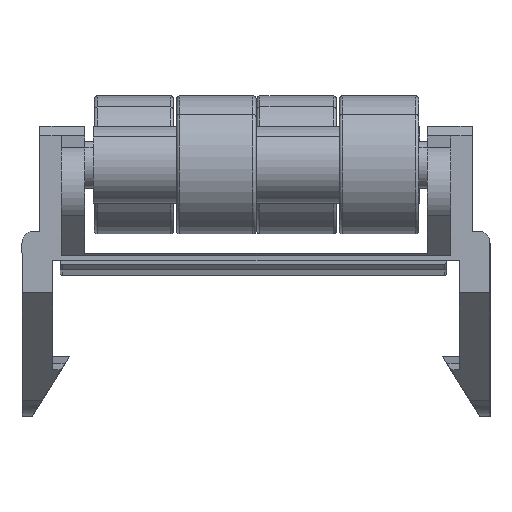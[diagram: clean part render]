
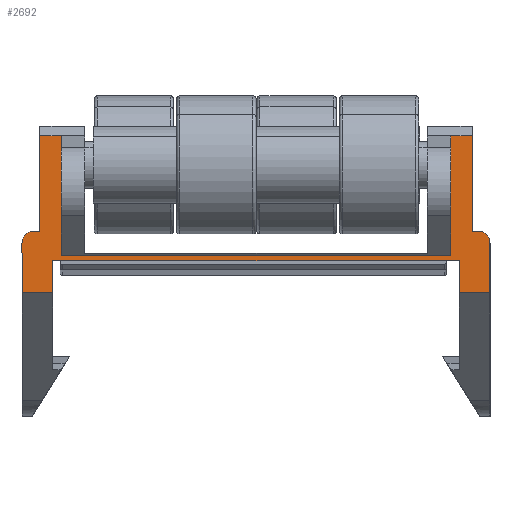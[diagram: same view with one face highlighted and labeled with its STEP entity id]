
A CAD part, left-side view. The second image highlights one B-rep face of the part: STEP entity #2692.
In plain terms, the highlighted planar face has unit normal (-1, 0, 0).
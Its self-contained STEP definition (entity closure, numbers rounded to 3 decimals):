
#192 = ORIENTED_EDGE ( 'NONE', *, *, #4718, .T. ) ;
#202 = DIRECTION ( 'NONE',  ( -1., 0., 0. ) ) ;
#305 = VERTEX_POINT ( 'NONE', #3651 ) ;
#408 = AXIS2_PLACEMENT_3D ( 'NONE', #1441, #2733, #6354 ) ;
#530 = VECTOR ( 'NONE', #3424, 1000. ) ;
#583 = CARTESIAN_POINT ( 'NONE',  ( -32.65, -19.15, -0.2 ) ) ;
#630 = CARTESIAN_POINT ( 'NONE',  ( -32.65, -21.25, 2.2 ) ) ;
#632 = EDGE_CURVE ( 'NONE', #2693, #2629, #5315, .T. ) ;
#699 = LINE ( 'NONE', #1235, #2936 ) ;
#706 = EDGE_CURVE ( 'NONE', #6658, #6003, #2774, .T. ) ;
#731 = EDGE_CURVE ( 'NONE', #1714, #4843, #3346, .T. ) ;
#871 = CARTESIAN_POINT ( 'NONE',  ( -32.65, 23., -3.874 ) ) ;
#894 = LINE ( 'NONE', #4672, #5732 ) ;
#988 = DIRECTION ( 'NONE',  ( 0., 0., 1. ) ) ;
#1047 = EDGE_CURVE ( 'NONE', #7884, #7436, #6268, .T. ) ;
#1097 = VECTOR ( 'NONE', #4478, 1000. ) ;
#1235 = CARTESIAN_POINT ( 'NONE',  ( -32.65, -23., 11.559 ) ) ;
#1298 = ORIENTED_EDGE ( 'NONE', *, *, #2771, .F. ) ;
#1331 = CIRCLE ( 'NONE', #408, 1.2 ) ;
#1341 = ORIENTED_EDGE ( 'NONE', *, *, #3034, .F. ) ;
#1399 = DIRECTION ( 'NONE',  ( 0., 0., 1. ) ) ;
#1433 = PLANE ( 'NONE',  #2793 ) ;
#1441 = CARTESIAN_POINT ( 'NONE',  ( -32.65, 21.8, 1. ) ) ;
#1524 = CARTESIAN_POINT ( 'NONE',  ( -32.65, -21.25, 2.2 ) ) ;
#1581 = CARTESIAN_POINT ( 'NONE',  ( -32.65, 20., -0.7 ) ) ;
#1604 = VECTOR ( 'NONE', #7067, 1000. ) ;
#1606 = LINE ( 'NONE', #7425, #7667 ) ;
#1714 = VERTEX_POINT ( 'NONE', #6038 ) ;
#1798 = CARTESIAN_POINT ( 'NONE',  ( -32.65, -23., 2.2 ) ) ;
#1935 = DIRECTION ( 'NONE',  ( 0., 0., -1. ) ) ;
#1974 = LINE ( 'NONE', #630, #7177 ) ;
#2112 = CARTESIAN_POINT ( 'NONE',  ( -32.65, -19.15, 11.559 ) ) ;
#2137 = VECTOR ( 'NONE', #3371, 1000. ) ;
#2149 = ORIENTED_EDGE ( 'NONE', *, *, #632, .T. ) ;
#2160 = CARTESIAN_POINT ( 'NONE',  ( -32.65, -23., -3.874 ) ) ;
#2188 = CARTESIAN_POINT ( 'NONE',  ( -32.65, -23., -0.2 ) ) ;
#2233 = VERTEX_POINT ( 'NONE', #2362 ) ;
#2362 = CARTESIAN_POINT ( 'NONE',  ( -32.65, 21.8, 2.2 ) ) ;
#2505 = LINE ( 'NONE', #4489, #1604 ) ;
#2582 = LINE ( 'NONE', #583, #5575 ) ;
#2620 = EDGE_CURVE ( 'NONE', #4593, #4843, #4037, .T. ) ;
#2629 = VERTEX_POINT ( 'NONE', #1581 ) ;
#2633 = AXIS2_PLACEMENT_3D ( 'NONE', #6296, #3826, #3122 ) ;
#2684 = VERTEX_POINT ( 'NONE', #7086 ) ;
#2692 = ADVANCED_FACE ( 'NONE', ( #2725 ), #1433, .T. ) ;
#2693 = VERTEX_POINT ( 'NONE', #5221 ) ;
#2709 = EDGE_CURVE ( 'NONE', #5090, #6003, #894, .T. ) ;
#2725 = FACE_OUTER_BOUND ( 'NONE', #5368, .T. ) ;
#2730 = ORIENTED_EDGE ( 'NONE', *, *, #3772, .T. ) ;
#2733 = DIRECTION ( 'NONE',  ( 1., 0., 0. ) ) ;
#2771 = EDGE_CURVE ( 'NONE', #2693, #3366, #5548, .T. ) ;
#2774 = LINE ( 'NONE', #4137, #530 ) ;
#2784 = CARTESIAN_POINT ( 'NONE',  ( -32.65, 23., 11.559 ) ) ;
#2793 = AXIS2_PLACEMENT_3D ( 'NONE', #5850, #202, #7122 ) ;
#2845 = DIRECTION ( 'NONE',  ( 0., 1., 0. ) ) ;
#2856 = DIRECTION ( 'NONE',  ( 0., 0., -1. ) ) ;
#2936 = VECTOR ( 'NONE', #7496, 1000. ) ;
#2951 = ORIENTED_EDGE ( 'NONE', *, *, #4900, .F. ) ;
#2975 = DIRECTION ( 'NONE',  ( 0., 1., 0. ) ) ;
#3034 = EDGE_CURVE ( 'NONE', #3704, #1714, #3510, .T. ) ;
#3092 = VECTOR ( 'NONE', #6960, 1000. ) ;
#3122 = DIRECTION ( 'NONE',  ( 0., 0., -1. ) ) ;
#3237 = ORIENTED_EDGE ( 'NONE', *, *, #7414, .T. ) ;
#3326 = VECTOR ( 'NONE', #2845, 1000. ) ;
#3346 = LINE ( 'NONE', #6637, #3795 ) ;
#3366 = VERTEX_POINT ( 'NONE', #5075 ) ;
#3371 = DIRECTION ( 'NONE',  ( 0., 1., 0. ) ) ;
#3416 = VECTOR ( 'NONE', #1399, 1000. ) ;
#3424 = DIRECTION ( 'NONE',  ( 0., 0., -1. ) ) ;
#3510 = LINE ( 'NONE', #2784, #5152 ) ;
#3558 = DIRECTION ( 'NONE',  ( 0., 0., -1. ) ) ;
#3651 = CARTESIAN_POINT ( 'NONE',  ( -32.65, -21.25, 11.559 ) ) ;
#3704 = VERTEX_POINT ( 'NONE', #4265 ) ;
#3772 = EDGE_CURVE ( 'NONE', #5090, #5242, #4429, .T. ) ;
#3795 = VECTOR ( 'NONE', #2856, 1000. ) ;
#3826 = DIRECTION ( 'NONE',  ( -1., 0., 0. ) ) ;
#3832 = VECTOR ( 'NONE', #2975, 1000. ) ;
#4028 = ORIENTED_EDGE ( 'NONE', *, *, #2709, .F. ) ;
#4037 = LINE ( 'NONE', #2188, #2137 ) ;
#4065 = ORIENTED_EDGE ( 'NONE', *, *, #1047, .F. ) ;
#4096 = CARTESIAN_POINT ( 'NONE',  ( -32.65, -20., -0.7 ) ) ;
#4137 = CARTESIAN_POINT ( 'NONE',  ( -32.65, -20., -12.072 ) ) ;
#4265 = CARTESIAN_POINT ( 'NONE',  ( -32.65, 21.25, 11.559 ) ) ;
#4424 = ORIENTED_EDGE ( 'NONE', *, *, #706, .T. ) ;
#4429 = LINE ( 'NONE', #4469, #3416 ) ;
#4469 = CARTESIAN_POINT ( 'NONE',  ( -32.65, -23., -3.874 ) ) ;
#4478 = DIRECTION ( 'NONE',  ( 0., 0., 1. ) ) ;
#4489 = CARTESIAN_POINT ( 'NONE',  ( -32.65, 23., 2.2 ) ) ;
#4496 = ORIENTED_EDGE ( 'NONE', *, *, #6264, .F. ) ;
#4593 = VERTEX_POINT ( 'NONE', #6045 ) ;
#4625 = ORIENTED_EDGE ( 'NONE', *, *, #731, .F. ) ;
#4672 = CARTESIAN_POINT ( 'NONE',  ( -32.65, -23., -3.874 ) ) ;
#4718 = EDGE_CURVE ( 'NONE', #2684, #2233, #2505, .T. ) ;
#4843 = VERTEX_POINT ( 'NONE', #4936 ) ;
#4898 = ORIENTED_EDGE ( 'NONE', *, *, #7669, .F. ) ;
#4900 = EDGE_CURVE ( 'NONE', #5040, #2233, #1331, .T. ) ;
#4936 = CARTESIAN_POINT ( 'NONE',  ( -32.65, 19.15, -0.2 ) ) ;
#5019 = CARTESIAN_POINT ( 'NONE',  ( -32.65, -21.8, 2.2 ) ) ;
#5040 = VERTEX_POINT ( 'NONE', #7860 ) ;
#5075 = CARTESIAN_POINT ( 'NONE',  ( -32.65, 23., -3.874 ) ) ;
#5090 = VERTEX_POINT ( 'NONE', #2160 ) ;
#5152 = VECTOR ( 'NONE', #7956, 1000. ) ;
#5188 = EDGE_CURVE ( 'NONE', #5242, #7436, #5554, .T. ) ;
#5221 = CARTESIAN_POINT ( 'NONE',  ( -32.65, 20., -3.874 ) ) ;
#5242 = VERTEX_POINT ( 'NONE', #5914 ) ;
#5255 = DIRECTION ( 'NONE',  ( 0., 1., 0. ) ) ;
#5315 = LINE ( 'NONE', #6587, #6325 ) ;
#5368 = EDGE_LOOP ( 'NONE', ( #2149, #4496, #4424, #4028, #2730, #7964, #4065, #4898, #3237, #8092, #7639, #4625, #1341, #7926, #192, #2951, #6632, #1298 ) ) ;
#5468 = CARTESIAN_POINT ( 'NONE',  ( -32.65, -23., -3.874 ) ) ;
#5548 = LINE ( 'NONE', #5468, #3326 ) ;
#5554 = CIRCLE ( 'NONE', #2633, 1.2 ) ;
#5575 = VECTOR ( 'NONE', #6357, 1000. ) ;
#5732 = VECTOR ( 'NONE', #5255, 1000. ) ;
#5779 = LINE ( 'NONE', #871, #1097 ) ;
#5850 = CARTESIAN_POINT ( 'NONE',  ( -32.65, -23., -3.874 ) ) ;
#5893 = EDGE_CURVE ( 'NONE', #3704, #2684, #1606, .T. ) ;
#5914 = CARTESIAN_POINT ( 'NONE',  ( -32.65, -23., 1. ) ) ;
#5969 = EDGE_CURVE ( 'NONE', #7472, #4593, #2582, .T. ) ;
#6003 = VERTEX_POINT ( 'NONE', #6847 ) ;
#6038 = CARTESIAN_POINT ( 'NONE',  ( -32.65, 19.15, 11.559 ) ) ;
#6045 = CARTESIAN_POINT ( 'NONE',  ( -32.65, -19.15, -0.2 ) ) ;
#6120 = EDGE_CURVE ( 'NONE', #3366, #5040, #5779, .T. ) ;
#6264 = EDGE_CURVE ( 'NONE', #6658, #2629, #6721, .T. ) ;
#6268 = LINE ( 'NONE', #1798, #3092 ) ;
#6296 = CARTESIAN_POINT ( 'NONE',  ( -32.65, -21.8, 1. ) ) ;
#6325 = VECTOR ( 'NONE', #988, 1000. ) ;
#6354 = DIRECTION ( 'NONE',  ( 0., 0., 1. ) ) ;
#6357 = DIRECTION ( 'NONE',  ( 0., 0., -1. ) ) ;
#6587 = CARTESIAN_POINT ( 'NONE',  ( -32.65, 20., -12.072 ) ) ;
#6632 = ORIENTED_EDGE ( 'NONE', *, *, #6120, .F. ) ;
#6637 = CARTESIAN_POINT ( 'NONE',  ( -32.65, 19.15, -0.2 ) ) ;
#6658 = VERTEX_POINT ( 'NONE', #6710 ) ;
#6710 = CARTESIAN_POINT ( 'NONE',  ( -32.65, -20., -0.7 ) ) ;
#6721 = LINE ( 'NONE', #4096, #3832 ) ;
#6847 = CARTESIAN_POINT ( 'NONE',  ( -32.65, -20., -3.874 ) ) ;
#6960 = DIRECTION ( 'NONE',  ( 0., -1., 0. ) ) ;
#7067 = DIRECTION ( 'NONE',  ( 0., 1., 0. ) ) ;
#7086 = CARTESIAN_POINT ( 'NONE',  ( -32.65, 21.25, 2.2 ) ) ;
#7122 = DIRECTION ( 'NONE',  ( 0., 0., 1. ) ) ;
#7177 = VECTOR ( 'NONE', #1935, 1000. ) ;
#7414 = EDGE_CURVE ( 'NONE', #305, #7472, #699, .T. ) ;
#7425 = CARTESIAN_POINT ( 'NONE',  ( -32.65, 21.25, 12.5 ) ) ;
#7436 = VERTEX_POINT ( 'NONE', #5019 ) ;
#7472 = VERTEX_POINT ( 'NONE', #2112 ) ;
#7496 = DIRECTION ( 'NONE',  ( 0., 1., 0. ) ) ;
#7639 = ORIENTED_EDGE ( 'NONE', *, *, #2620, .T. ) ;
#7667 = VECTOR ( 'NONE', #3558, 1000. ) ;
#7669 = EDGE_CURVE ( 'NONE', #305, #7884, #1974, .T. ) ;
#7860 = CARTESIAN_POINT ( 'NONE',  ( -32.65, 23., 1. ) ) ;
#7884 = VERTEX_POINT ( 'NONE', #1524 ) ;
#7926 = ORIENTED_EDGE ( 'NONE', *, *, #5893, .T. ) ;
#7956 = DIRECTION ( 'NONE',  ( 0., -1., 0. ) ) ;
#7964 = ORIENTED_EDGE ( 'NONE', *, *, #5188, .T. ) ;
#8092 = ORIENTED_EDGE ( 'NONE', *, *, #5969, .T. ) ;
